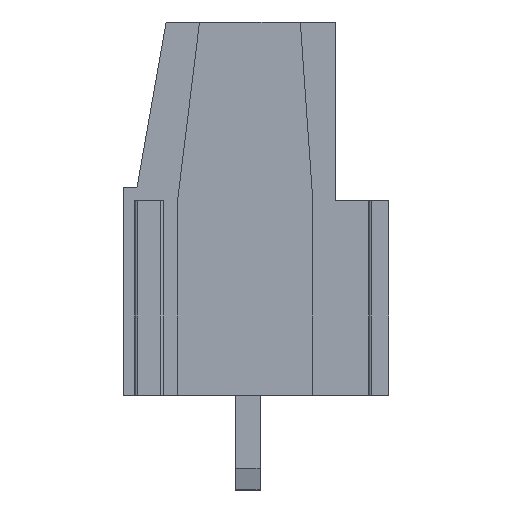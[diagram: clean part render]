
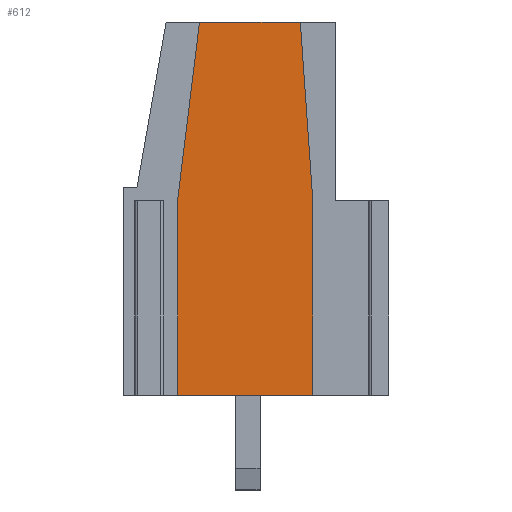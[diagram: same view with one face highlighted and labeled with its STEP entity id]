
A CAD part, left-side view. The second image highlights one B-rep face of the part: STEP entity #612.
In plain terms, the highlighted planar face has unit normal (-1, 0, 0).
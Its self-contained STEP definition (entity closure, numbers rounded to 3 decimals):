
#612 = ADVANCED_FACE( '', ( #1229 ), #1230, .F. );
#1229 = FACE_OUTER_BOUND( '', #1861, .T. );
#1230 = PLANE( '', #1862 );
#1861 = EDGE_LOOP( '', ( #3575, #3576, #3577, #3578, #3579, #3580 ) );
#1862 = AXIS2_PLACEMENT_3D( '', #3581, #3582, #3583 );
#3575 = ORIENTED_EDGE( '', *, *, #4643, .T. );
#3576 = ORIENTED_EDGE( '', *, *, #4544, .F. );
#3577 = ORIENTED_EDGE( '', *, *, #4083, .F. );
#3578 = ORIENTED_EDGE( '', *, *, #4644, .F. );
#3579 = ORIENTED_EDGE( '', *, *, #4645, .T. );
#3580 = ORIENTED_EDGE( '', *, *, #4409, .T. );
#3581 = CARTESIAN_POINT( '', ( -3.05, 19.914, -5.23 ) );
#3582 = DIRECTION( '', ( 1., 0., 0. ) );
#3583 = DIRECTION( '', ( 0., 1., 0. ) );
#4083 = EDGE_CURVE( '', #4973, #4975, #4976, .T. );
#4409 = EDGE_CURVE( '', #5493, #5491, #5494, .T. );
#4544 = EDGE_CURVE( '', #4975, #5673, #5674, .T. );
#4643 = EDGE_CURVE( '', #5491, #5673, #5782, .T. );
#4644 = EDGE_CURVE( '', #5783, #4973, #5784, .T. );
#4645 = EDGE_CURVE( '', #5783, #5493, #5785, .T. );
#4973 = VERTEX_POINT( '', #6227 );
#4975 = VERTEX_POINT( '', #6230 );
#4976 = LINE( '', #6231, #6232 );
#5491 = VERTEX_POINT( '', #6995 );
#5493 = VERTEX_POINT( '', #6998 );
#5494 = LINE( '', #6999, #7000 );
#5673 = VERTEX_POINT( '', #7272 );
#5674 = LINE( '', #7273, #7274 );
#5782 = LINE( '', #7434, #7435 );
#5783 = VERTEX_POINT( '', #7436 );
#5784 = LINE( '', #7437, #7438 );
#5785 = LINE( '', #7439, #7440 );
#6227 = CARTESIAN_POINT( '', ( -3.05, -7., 0. ) );
#6230 = CARTESIAN_POINT( '', ( -3.05, -2., 0. ) );
#6231 = CARTESIAN_POINT( '', ( -3.05, 0., 0. ) );
#6232 = VECTOR( '', #7659, 1000. );
#6995 = CARTESIAN_POINT( '', ( -3.05, -2.81, 13.8 ) );
#6998 = CARTESIAN_POINT( '', ( -3.05, -6.538, 13.8 ) );
#6999 = CARTESIAN_POINT( '', ( -3.05, 0., 13.8 ) );
#7000 = VECTOR( '', #7960, 1000. );
#7272 = CARTESIAN_POINT( '', ( -3.05, -2., 7.2 ) );
#7273 = CARTESIAN_POINT( '', ( -3.05, -2., -11.5 ) );
#7274 = VECTOR( '', #8069, 1000. );
#7434 = CARTESIAN_POINT( '', ( -3.05, 0.296, -11.5 ) );
#7435 = VECTOR( '', #8134, 1000. );
#7436 = CARTESIAN_POINT( '', ( -3.05, -7., 7.2 ) );
#7437 = CARTESIAN_POINT( '', ( -3.05, -7., -11.5 ) );
#7438 = VECTOR( '', #8135, 1000. );
#7439 = CARTESIAN_POINT( '', ( -3.05, -8.308, -11.5 ) );
#7440 = VECTOR( '', #8136, 1000. );
#7659 = DIRECTION( '', ( 0., 1., 0. ) );
#7960 = DIRECTION( '', ( 0., 1., 0. ) );
#8069 = DIRECTION( '', ( 0., 0., 1. ) );
#8134 = DIRECTION( '', ( 0., 0.122, -0.993 ) );
#8135 = DIRECTION( '', ( 0., 0., -1. ) );
#8136 = DIRECTION( '', ( 0., 0.07, 0.998 ) );
